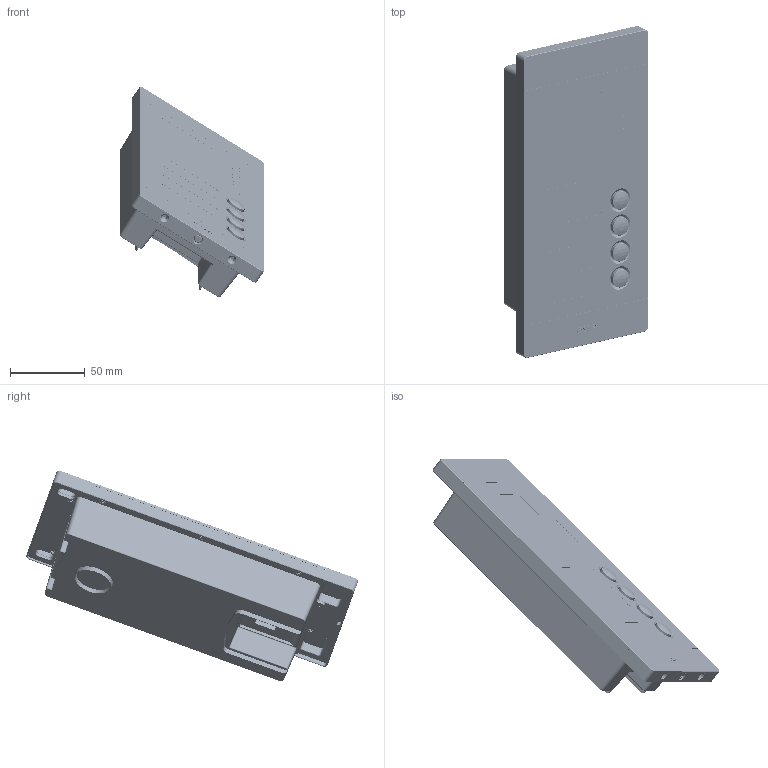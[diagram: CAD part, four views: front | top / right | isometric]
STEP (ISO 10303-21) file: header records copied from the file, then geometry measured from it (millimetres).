
FILE_DESCRIPTION(('CATIA V5 STEP Exchange'),'2;1');
FILE_NAME('VI-PEAUX4.stp','2024-04-03T14:17:10+00:00',('none'),('none'),'CATIA Version 5-6 Release 2016 SP6','CATIA V5 STEP AP203','none');
FILE_SCHEMA(('CONFIG_CONTROL_DESIGN'));
Products named in the file (1): VI-PEAUX4
Assembly tree (2 placements, depth 2):
  VI-PEAUX4
    #57
    #101
Bounding box: 96.72 x 222.5 x 140.95 mm (x, y, z)
Volume: 229640.8 mm3; surface area: 257644.1 mm2
Topology: 57 solids, 57 shells, 3953 faces, 10089 edges, 6386 vertices
Faces by surface type: plane 1618, cylinder 1123, cone 590, torus 332, bspline 210, sphere 48, extrusion 32
Entity records: 164516 total; most frequent: CARTESIAN_POINT 74778, ORIENTED_EDGE 20078, DIRECTION 15080, EDGE_CURVE 10039, VERTEX_POINT 6382, AXIS2_PLACEMENT_3D 6137, VECTOR 5244, LINE 5212
